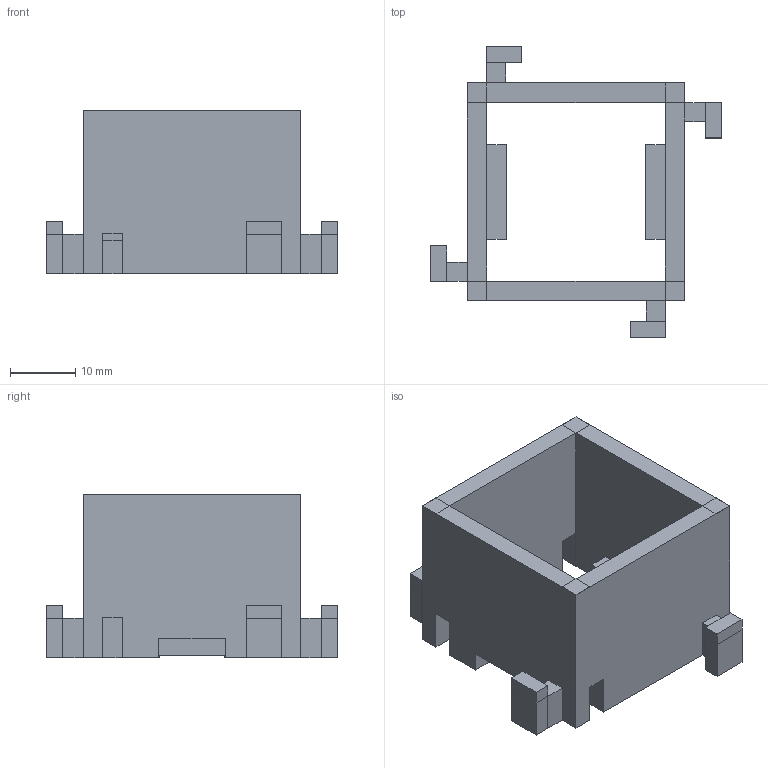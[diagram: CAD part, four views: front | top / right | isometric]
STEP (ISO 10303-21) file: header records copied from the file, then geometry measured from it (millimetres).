
FILE_DESCRIPTION(('FreeCAD Model'),'2;1');
FILE_NAME('Open CASCADE Shape Model','2022-09-04T21:25:28',('Author'),( ''),'Open CASCADE STEP processor 7.5','FreeCAD','Unknown');
FILE_SCHEMA(('AUTOMOTIVE_DESIGN { 1 0 10303 214 1 1 1 1 }'));
Length unit declared in the file: millimetre
Products named in the file (1): Body
Bounding box: 44.53 x 44.53 x 25 mm (x, y, z)
Volume: 9698.6 mm3; surface area: 7758.8 mm2
Topology: 1 solids, 1 shells, 120 faces, 304 edges, 184 vertices
Faces by surface type: plane 120
Entity records: 7438 total; most frequent: CARTESIAN_POINT 1217, DIRECTION 1154, LINE 912, VECTOR 912, ORIENTED_EDGE 608, PCURVE 608, DEFINITIONAL_REPRESENTATION 608, EDGE_CURVE 304
